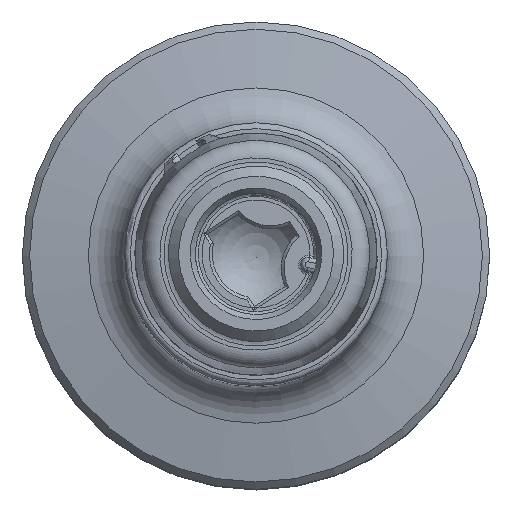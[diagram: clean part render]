
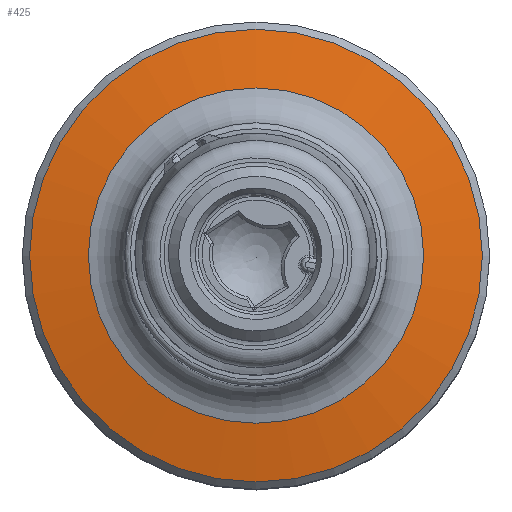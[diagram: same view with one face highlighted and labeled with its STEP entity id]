
A CAD part, top view. The second image highlights one B-rep face of the part: STEP entity #425.
In plain terms, the highlighted conical face has half-angle 80 degrees and reference radius 15.5 mm.
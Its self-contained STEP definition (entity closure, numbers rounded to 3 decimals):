
#425 = ADVANCED_FACE( '', ( #1204, #1205 ), #1206, .T. );
#1204 = FACE_BOUND( '', #2544, .T. );
#1205 = FACE_OUTER_BOUND( '', #2545, .T. );
#1206 = CONICAL_SURFACE( '', #2546, 15.5, 1.396 );
#2544 = EDGE_LOOP( '', ( #5843 ) );
#2545 = EDGE_LOOP( '', ( #5844 ) );
#2546 = AXIS2_PLACEMENT_3D( '', #5845, #5846, #5847 );
#5843 = ORIENTED_EDGE( '', *, *, #8863, .F. );
#5844 = ORIENTED_EDGE( '', *, *, #8864, .T. );
#5845 = CARTESIAN_POINT( '', ( 0., 0., 34.9 ) );
#5846 = DIRECTION( '', ( 0., 0., -1. ) );
#5847 = DIRECTION( '', ( -1., 0., 0. ) );
#8863 = EDGE_CURVE( '', #10122, #10122, #10123, .T. );
#8864 = EDGE_CURVE( '', #10124, #10124, #10125, .F. );
#10122 = VERTEX_POINT( '', #12044 );
#10123 = CIRCLE( '', #12045, 11.479 );
#10124 = VERTEX_POINT( '', #12046 );
#10125 = CIRCLE( '', #12047, 15.5 );
#12044 = CARTESIAN_POINT( '', ( 11.479, 0., 35.609 ) );
#12045 = AXIS2_PLACEMENT_3D( '', #16043, #16044, #16045 );
#12046 = CARTESIAN_POINT( '', ( -15.5, 0., 34.9 ) );
#12047 = AXIS2_PLACEMENT_3D( '', #16046, #16047, #16048 );
#16043 = CARTESIAN_POINT( '', ( 0., 0., 35.609 ) );
#16044 = DIRECTION( '', ( 0., 0., 1. ) );
#16045 = DIRECTION( '', ( 1., 0., 0. ) );
#16046 = CARTESIAN_POINT( '', ( 0., 0., 34.9 ) );
#16047 = DIRECTION( '', ( 0., 0., -1. ) );
#16048 = DIRECTION( '', ( -1., 0., 0. ) );
